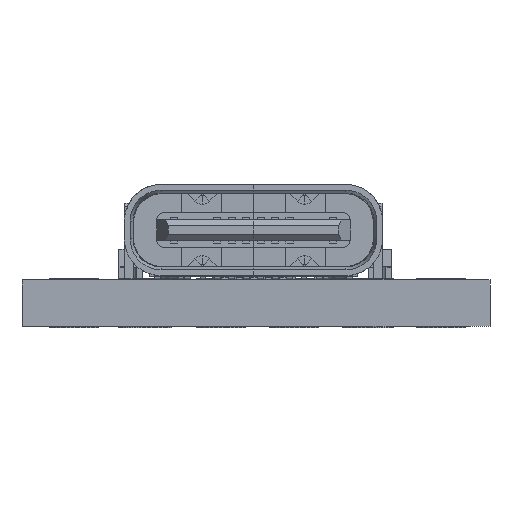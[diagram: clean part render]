
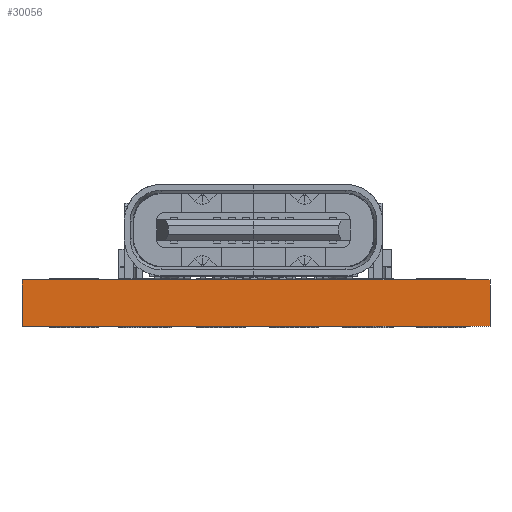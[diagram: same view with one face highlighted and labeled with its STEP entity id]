
A CAD part, front view. The second image highlights one B-rep face of the part: STEP entity #30056.
In plain terms, the highlighted free-form (B-spline) face has degree [1, 1] with [2, 2] control points.
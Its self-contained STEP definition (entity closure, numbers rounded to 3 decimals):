
#25914 = VERTEX_POINT('',#25915);
#25915 = CARTESIAN_POINT('',(-12.035,-13.373,
    1.189));
#25920 = EDGE_CURVE('',#25914,#25921,#25923,.T.);
#25921 = VERTEX_POINT('',#25922);
#25922 = CARTESIAN_POINT('',(12.035,-13.373,
    1.189));
#25923 = B_SPLINE_CURVE_WITH_KNOTS('',1,(#25924,#25925),.UNSPECIFIED.,
  .F.,.F.,(2,2),(0.,16.2),.PIECEWISE_BEZIER_KNOTS.);
#25924 = CARTESIAN_POINT('',(-12.035,-13.373,
    1.189));
#25925 = CARTESIAN_POINT('',(12.035,-13.373,
    1.189));
#29287 = VERTEX_POINT('',#29288);
#29288 = CARTESIAN_POINT('',(-12.035,-13.373,
    -1.189));
#29303 = VERTEX_POINT('',#29304);
#29304 = CARTESIAN_POINT('',(12.035,-13.373,
    -1.189));
#29309 = EDGE_CURVE('',#29303,#29287,#29310,.T.);
#29310 = B_SPLINE_CURVE_WITH_KNOTS('',1,(#29311,#29312),.UNSPECIFIED.,
  .F.,.F.,(2,2),(-16.2,0.),.PIECEWISE_BEZIER_KNOTS.);
#29311 = CARTESIAN_POINT('',(12.035,-13.373,
    -1.189));
#29312 = CARTESIAN_POINT('',(-12.035,-13.373,
    -1.189));
#30046 = EDGE_CURVE('',#29303,#25921,#30047,.T.);
#30047 = B_SPLINE_CURVE_WITH_KNOTS('',1,(#30048,#30049),.UNSPECIFIED.,
  .F.,.F.,(2,2),(-0.8,0.8),.PIECEWISE_BEZIER_KNOTS.);
#30048 = CARTESIAN_POINT('',(12.035,-13.373,
    -1.189));
#30049 = CARTESIAN_POINT('',(12.035,-13.373,
    1.189));
#30056 = ADVANCED_FACE('',(#30057),#30067,.T.);
#30057 = FACE_BOUND('',#30058,.T.);
#30058 = EDGE_LOOP('',(#30059,#30060,#30061,#30066));
#30059 = ORIENTED_EDGE('',*,*,#30046,.T.);
#30060 = ORIENTED_EDGE('',*,*,#25920,.F.);
#30061 = ORIENTED_EDGE('',*,*,#30062,.F.);
#30062 = EDGE_CURVE('',#29287,#25914,#30063,.T.);
#30063 = B_SPLINE_CURVE_WITH_KNOTS('',1,(#30064,#30065),.UNSPECIFIED.,
  .F.,.F.,(2,2),(-0.8,0.8),.PIECEWISE_BEZIER_KNOTS.);
#30064 = CARTESIAN_POINT('',(-12.035,-13.373,
    -1.189));
#30065 = CARTESIAN_POINT('',(-12.035,-13.373,
    1.189));
#30066 = ORIENTED_EDGE('',*,*,#29309,.F.);
#30067 = B_SPLINE_SURFACE_WITH_KNOTS('',1,1,(
    (#30068,#30069)
    ,(#30070,#30071
    )),.UNSPECIFIED.,.F.,.F.,.F.,(2,2),(2,2),(0.,16.2),(-0.8,0.8),
  .PIECEWISE_BEZIER_KNOTS.);
#30068 = CARTESIAN_POINT('',(-12.035,-13.373,
    -1.189));
#30069 = CARTESIAN_POINT('',(-12.035,-13.373,
    1.189));
#30070 = CARTESIAN_POINT('',(12.035,-13.373,
    -1.189));
#30071 = CARTESIAN_POINT('',(12.035,-13.373,
    1.189));
